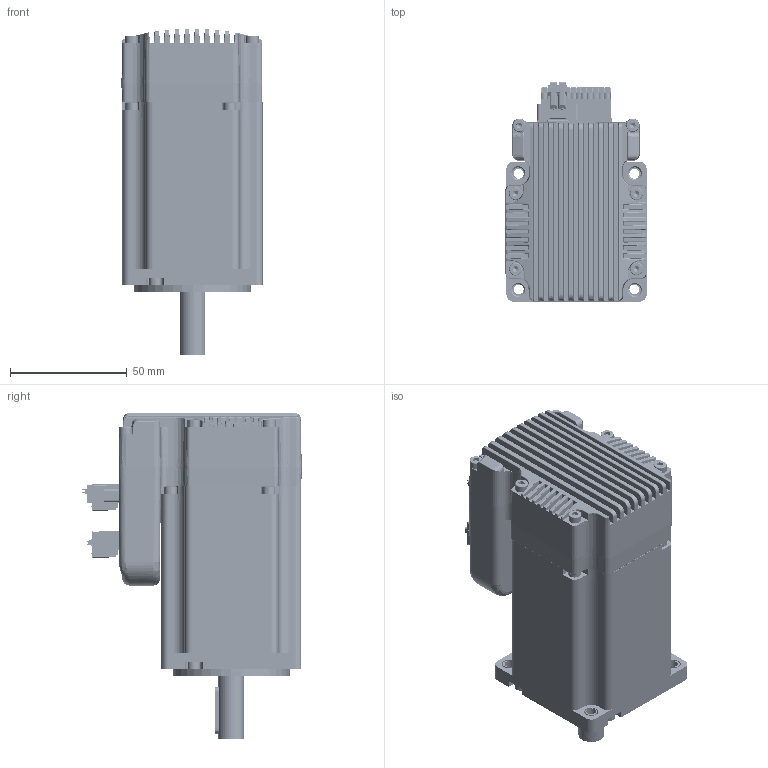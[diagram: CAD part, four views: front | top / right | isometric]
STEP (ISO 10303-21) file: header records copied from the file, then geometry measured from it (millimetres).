
FILE_DESCRIPTION (( 'STEP AP203' ), '1' );
FILE_NAME ('iHSV60-30-20-36.STEP', '2020-05-18T07:20:50', ( 'USER-' ), ( 'MS' ), 'SwSTEP 2.0', 'SolidWorks 2018', '' );
FILE_SCHEMA (( 'CONFIG_CONTROL_DESIGN' ));
Length unit declared in the file: millimetre
Products named in the file (12): ______pcb______^iHSV60-30-20-36(2)_iHSV60-30-20-36; 4x4x20mm key^iHSV60-30-20-36(2)_iHSV60-30-20-36; 60____^iHSV60-30-20-36(2)_iHSV60-30-20-36; iHSV60-30-20-36; 60____________^iHSV60-30-20-36(2)_iHSV60-30-20-36; 60______^iHSV60-30-20-36(2)_iHSV60-30-20-36; 60____ ____^iHSV60-30-20-36(2)_iHSV60-30-20-36; 60_________1^iHSV60-30-20-36(2)_iHSV60-30-20-36; 15EDGKD-2.5-10P^iHSV60-30-20-36(2)_iHSV60-30-20-36; 15EDGKD-2.5-5P^iHSV60-30-20-36(2)_iHSV60-30-20-36; M3x10__________ GB_GB_FASTENER_SCREWS_HSHCS M3X10-S^iHSV60-30-20-36(2)_iHSV60-30-20-36; 15EDGKDM-3.81-2P^iHSV60-30-20-36(2)_iHSV60-30-20-36
Assembly tree (24 placements, depth 2):
  iHSV60-30-20-36
    M3x10__________ GB_GB_FASTENER_SCREWS_HSHCS M3X10-S^iHSV60-30-20-36(2)_iHSV60-30-20-36  x14
    ______pcb______^iHSV60-30-20-36(2)_iHSV60-30-20-36
    60____^iHSV60-30-20-36(2)_iHSV60-30-20-36
    60____________^iHSV60-30-20-36(2)_iHSV60-30-20-36
    60______^iHSV60-30-20-36(2)_iHSV60-30-20-36
    60____ ____^iHSV60-30-20-36(2)_iHSV60-30-20-36
    60_________1^iHSV60-30-20-36(2)_iHSV60-30-20-36
    15EDGKD-2.5-10P^iHSV60-30-20-36(2)_iHSV60-30-20-36
    15EDGKD-2.5-5P^iHSV60-30-20-36(2)_iHSV60-30-20-36
    15EDGKDM-3.81-2P^iHSV60-30-20-36(2)_iHSV60-30-20-36
    4x4x20mm key^iHSV60-30-20-36(2)_iHSV60-30-20-36
Bounding box: 60.44 x 93.95 x 140 mm (x, y, z)
Volume: 324010.4 mm3; surface area: 118059.7 mm2
Topology: 24 solids, 58 shells, 7195 faces, 17632 edges, 10796 vertices
Faces by surface type: plane 2887, cylinder 2088, cone 1927, bspline 279, sphere 8, torus 6
Entity records: 163187 total; most frequent: CARTESIAN_POINT 62315, ORIENTED_EDGE 23314, DIRECTION 16288, EDGE_CURVE 11675, VERTEX_POINT 7559, AXIS2_PLACEMENT_3D 5978, B_SPLINE_CURVE_WITH_KNOTS 5504, EDGE_LOOP 4836
